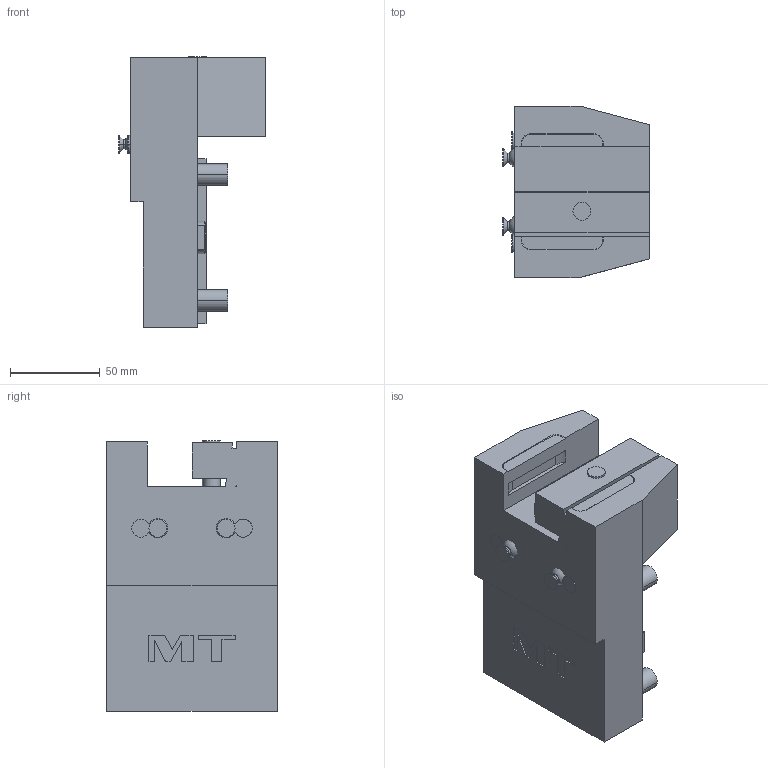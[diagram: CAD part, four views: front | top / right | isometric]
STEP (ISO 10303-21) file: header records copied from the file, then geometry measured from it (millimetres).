
FILE_DESCRIPTION((''),'2;1');
FILE_NAME('DWO3652510_CONF','2025-01-27T08:42:55',('fpalella'),('M.T. srl'),'CREO PARAMETRIC BY PTC INC, 2023352','CREO PARAMETRIC BY PTC INC, 2023352','');
FILE_SCHEMA(('CONFIG_CONTROL_DESIGN'));
Length unit declared in the file: millimetre
Products named in the file (1): DWO3652510_CONF
Bounding box: 81.65 x 95 x 150.72 mm (x, y, z)
Volume: 584730.5 mm3; surface area: 65937.5 mm2
Topology: 1 solids, 1 shells, 152 faces, 376 edges, 245 vertices
Faces by surface type: plane 95, cylinder 33, cone 16, torus 4, sphere 2, extrusion 2
Entity records: 4598 total; most frequent: CARTESIAN_POINT 863, DIRECTION 764, ORIENTED_EDGE 752, EDGE_CURVE 376, VECTOR 260, LINE 258, AXIS2_PLACEMENT_3D 252, VERTEX_POINT 245
